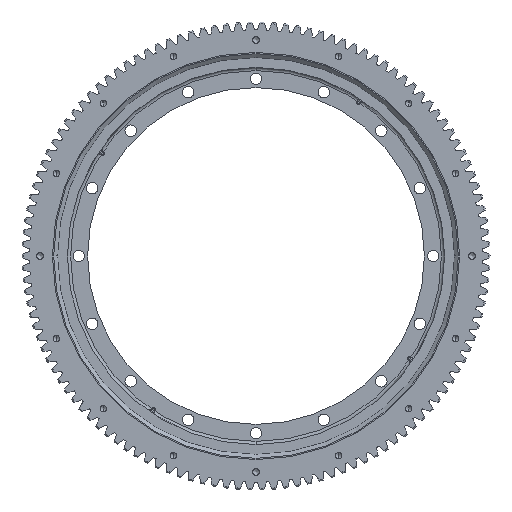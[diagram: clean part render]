
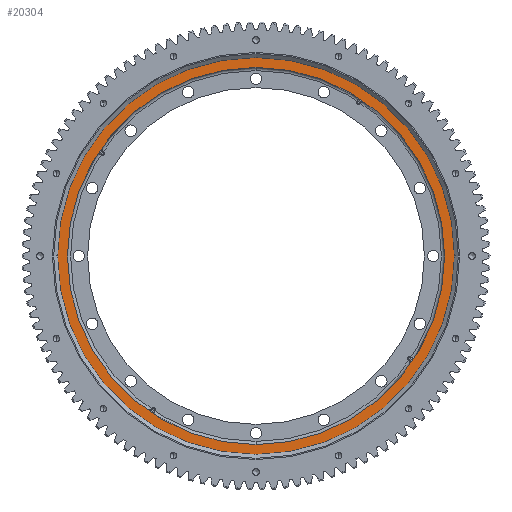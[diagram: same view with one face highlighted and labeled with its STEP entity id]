
A CAD part, front view. The second image highlights one B-rep face of the part: STEP entity #20304.
In plain terms, the highlighted planar face has unit normal (0, -1, 0).
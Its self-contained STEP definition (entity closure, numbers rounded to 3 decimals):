
#1978 = AXIS2_PLACEMENT_3D ( 'NONE', #28778, #28607, #28567 ) ;
#2004 = CIRCLE ( 'NONE', #31258, 318.25 ) ;
#2649 = VERTEX_POINT ( 'NONE', #27912 ) ;
#3299 = DIRECTION ( 'NONE',  ( 0., 0., 1. ) ) ;
#4363 = EDGE_CURVE ( 'NONE', #2649, #26211, #2004, .T. ) ;
#4390 = EDGE_CURVE ( 'NONE', #24232, #15073, #8014, .T. ) ;
#5019 = CARTESIAN_POINT ( 'NONE',  ( 0., -18., -299. ) ) ;
#8014 = CIRCLE ( 'NONE', #10250, 299. ) ;
#8680 = FACE_OUTER_BOUND ( 'NONE', #29550, .T. ) ;
#10250 = AXIS2_PLACEMENT_3D ( 'NONE', #28289, #26398, #26295 ) ;
#10497 = ORIENTED_EDGE ( 'NONE', *, *, #4363, .F. ) ;
#10625 = CIRCLE ( 'NONE', #1978, 318.25 ) ;
#10789 = CARTESIAN_POINT ( 'NONE',  ( 0., -18., -318.25 ) ) ;
#11389 = EDGE_CURVE ( 'NONE', #15073, #24232, #15923, .T. ) ;
#12873 = DIRECTION ( 'NONE',  ( 0., 0., 1. ) ) ;
#12936 = EDGE_CURVE ( 'NONE', #26211, #2649, #10625, .T. ) ;
#13404 = CARTESIAN_POINT ( 'NONE',  ( 0., -18., 0. ) ) ;
#14465 = AXIS2_PLACEMENT_3D ( 'NONE', #20410, #28069, #12873 ) ;
#15073 = VERTEX_POINT ( 'NONE', #5019 ) ;
#15923 = CIRCLE ( 'NONE', #16096, 299. ) ;
#16096 = AXIS2_PLACEMENT_3D ( 'NONE', #25837, #25784, #25780 ) ;
#19190 = CARTESIAN_POINT ( 'NONE',  ( 0., -18., 299. ) ) ;
#20304 = ADVANCED_FACE ( 'NONE', ( #28954, #8680 ), #25531, .F. ) ;
#20410 = CARTESIAN_POINT ( 'NONE',  ( 0., -18., 267. ) ) ;
#20955 = EDGE_LOOP ( 'NONE', ( #29788, #24371 ) ) ;
#23275 = DIRECTION ( 'NONE',  ( 0., 1., 0. ) ) ;
#24232 = VERTEX_POINT ( 'NONE', #19190 ) ;
#24371 = ORIENTED_EDGE ( 'NONE', *, *, #11389, .T. ) ;
#25531 = PLANE ( 'NONE',  #14465 ) ;
#25780 = DIRECTION ( 'NONE',  ( 0., 0., 1. ) ) ;
#25784 = DIRECTION ( 'NONE',  ( 0., 1., 0. ) ) ;
#25837 = CARTESIAN_POINT ( 'NONE',  ( 0., -18., 0. ) ) ;
#26211 = VERTEX_POINT ( 'NONE', #10789 ) ;
#26295 = DIRECTION ( 'NONE',  ( 0., 0., 1. ) ) ;
#26398 = DIRECTION ( 'NONE',  ( 0., 1., 0. ) ) ;
#27912 = CARTESIAN_POINT ( 'NONE',  ( 0., -18., 318.25 ) ) ;
#28069 = DIRECTION ( 'NONE',  ( 0., 1., 0. ) ) ;
#28289 = CARTESIAN_POINT ( 'NONE',  ( 0., -18., 0. ) ) ;
#28567 = DIRECTION ( 'NONE',  ( 0., 0., 1. ) ) ;
#28607 = DIRECTION ( 'NONE',  ( 0., 1., 0. ) ) ;
#28778 = CARTESIAN_POINT ( 'NONE',  ( 0., -18., 0. ) ) ;
#28914 = ORIENTED_EDGE ( 'NONE', *, *, #12936, .F. ) ;
#28954 = FACE_BOUND ( 'NONE', #20955, .T. ) ;
#29550 = EDGE_LOOP ( 'NONE', ( #10497, #28914 ) ) ;
#29788 = ORIENTED_EDGE ( 'NONE', *, *, #4390, .T. ) ;
#31258 = AXIS2_PLACEMENT_3D ( 'NONE', #13404, #23275, #3299 ) ;
